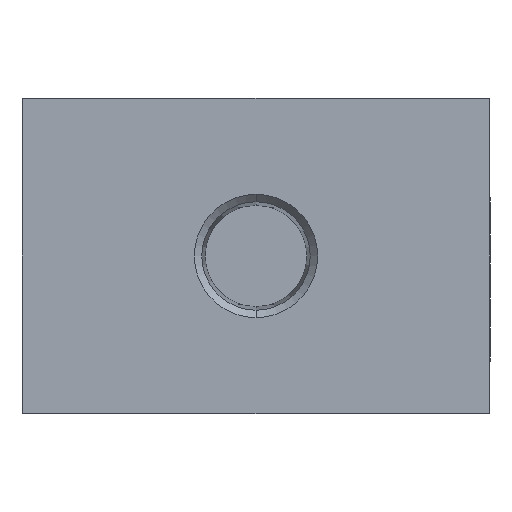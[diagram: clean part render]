
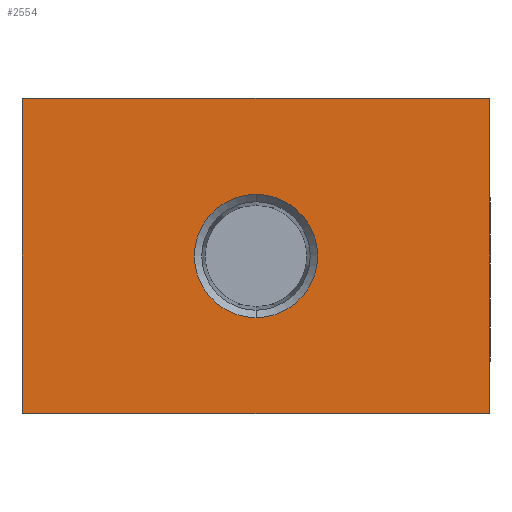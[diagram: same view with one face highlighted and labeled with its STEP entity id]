
A CAD part, front view. The second image highlights one B-rep face of the part: STEP entity #2554.
In plain terms, the highlighted planar face has unit normal (0, -1, 0).
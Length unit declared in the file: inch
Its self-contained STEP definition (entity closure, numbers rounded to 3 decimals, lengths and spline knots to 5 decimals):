
#3 = EDGE_CURVE ( 'NONE', #52, #2956, #2308, .T. ) ;
#52 = VERTEX_POINT ( 'NONE', #2028 ) ;
#83 = AXIS2_PLACEMENT_3D ( 'NONE', #2639, #1379, #559 ) ;
#90 = CARTESIAN_POINT ( 'NONE',  ( 0.77559, -0.90551, 0.5315 ) ) ;
#109 = CIRCLE ( 'NONE', #83, 0.01181 ) ;
#114 = LINE ( 'NONE', #1043, #2607 ) ;
#168 = DIRECTION ( 'NONE',  ( 0., 0., -1. ) ) ;
#317 = CIRCLE ( 'NONE', #683, 0.20754 ) ;
#345 = VERTEX_POINT ( 'NONE', #1287 ) ;
#382 = EDGE_CURVE ( 'NONE', #1565, #431, #585, .T. ) ;
#387 = DIRECTION ( 'NONE',  ( 0., 0., 1. ) ) ;
#390 = EDGE_CURVE ( 'NONE', #431, #52, #114, .T. ) ;
#431 = VERTEX_POINT ( 'NONE', #669 ) ;
#439 = ORIENTED_EDGE ( 'NONE', *, *, #2869, .F. ) ;
#466 = CARTESIAN_POINT ( 'NONE',  ( 0., -0.90551, 0. ) ) ;
#512 = ORIENTED_EDGE ( 'NONE', *, *, #382, .F. ) ;
#537 = CARTESIAN_POINT ( 'NONE',  ( 0.77559, -0.90551, 0.5315 ) ) ;
#559 = DIRECTION ( 'NONE',  ( 0., 0., -1. ) ) ;
#570 = ORIENTED_EDGE ( 'NONE', *, *, #2657, .F. ) ;
#578 = CARTESIAN_POINT ( 'NONE',  ( 0., -0.90551, -0.20754 ) ) ;
#585 = CIRCLE ( 'NONE', #1687, 0.01181 ) ;
#602 = DIRECTION ( 'NONE',  ( -1., 0., 0. ) ) ;
#623 = LINE ( 'NONE', #744, #3234 ) ;
#669 = CARTESIAN_POINT ( 'NONE',  ( 0.7874, -0.90551, 0.51969 ) ) ;
#683 = AXIS2_PLACEMENT_3D ( 'NONE', #1324, #881, #1177 ) ;
#727 = CARTESIAN_POINT ( 'NONE',  ( 0., -0.90551, 0.20754 ) ) ;
#737 = DIRECTION ( 'NONE',  ( 0., 0., -1. ) ) ;
#744 = CARTESIAN_POINT ( 'NONE',  ( -0.77559, -0.90551, -0.5315 ) ) ;
#775 = VECTOR ( 'NONE', #3104, 39.37008 ) ;
#777 = EDGE_CURVE ( 'NONE', #1107, #1405, #109, .T. ) ;
#831 = ORIENTED_EDGE ( 'NONE', *, *, #2529, .F. ) ;
#881 = DIRECTION ( 'NONE',  ( 0., -1., 0. ) ) ;
#908 = DIRECTION ( 'NONE',  ( 0., 0., -1. ) ) ;
#914 = DIRECTION ( 'NONE',  ( 0., 1., 0. ) ) ;
#925 = CARTESIAN_POINT ( 'NONE',  ( 0.77559, -0.90551, 0.51969 ) ) ;
#941 = CARTESIAN_POINT ( 'NONE',  ( 0., -0.90551, 0. ) ) ;
#945 = DIRECTION ( 'NONE',  ( 0., 0., -1. ) ) ;
#981 = ORIENTED_EDGE ( 'NONE', *, *, #1451, .F. ) ;
#1043 = CARTESIAN_POINT ( 'NONE',  ( 0.7874, -0.90551, -0.51969 ) ) ;
#1107 = VERTEX_POINT ( 'NONE', #2240 ) ;
#1177 = DIRECTION ( 'NONE',  ( 0., 0., -1. ) ) ;
#1182 = FACE_OUTER_BOUND ( 'NONE', #3149, .T. ) ;
#1188 = ORIENTED_EDGE ( 'NONE', *, *, #3, .F. ) ;
#1287 = CARTESIAN_POINT ( 'NONE',  ( -0.77559, -0.90551, -0.5315 ) ) ;
#1324 = CARTESIAN_POINT ( 'NONE',  ( 0., -0.90551, 0. ) ) ;
#1379 = DIRECTION ( 'NONE',  ( 0., 1., 0. ) ) ;
#1405 = VERTEX_POINT ( 'NONE', #2614 ) ;
#1425 = VECTOR ( 'NONE', #1721, 39.37008 ) ;
#1451 = EDGE_CURVE ( 'NONE', #2684, #2929, #317, .T. ) ;
#1490 = LINE ( 'NONE', #2656, #775 ) ;
#1557 = EDGE_CURVE ( 'NONE', #2956, #345, #623, .T. ) ;
#1565 = VERTEX_POINT ( 'NONE', #537 ) ;
#1573 = AXIS2_PLACEMENT_3D ( 'NONE', #2158, #2094, #2120 ) ;
#1687 = AXIS2_PLACEMENT_3D ( 'NONE', #925, #914, #908 ) ;
#1721 = DIRECTION ( 'NONE',  ( 1., 0., 0. ) ) ;
#1740 = PLANE ( 'NONE',  #2322 ) ;
#1798 = DIRECTION ( 'NONE',  ( 0., 1., 0. ) ) ;
#1800 = ORIENTED_EDGE ( 'NONE', *, *, #1557, .F. ) ;
#1802 = CIRCLE ( 'NONE', #1930, 0.20754 ) ;
#1930 = AXIS2_PLACEMENT_3D ( 'NONE', #466, #2329, #737 ) ;
#2010 = DIRECTION ( 'NONE',  ( 0., 1., 0. ) ) ;
#2028 = CARTESIAN_POINT ( 'NONE',  ( 0.7874, -0.90551, -0.51969 ) ) ;
#2094 = DIRECTION ( 'NONE',  ( 0., 1., 0. ) ) ;
#2106 = EDGE_CURVE ( 'NONE', #2929, #2684, #1802, .T. ) ;
#2120 = DIRECTION ( 'NONE',  ( 0., 0., -1. ) ) ;
#2132 = LINE ( 'NONE', #90, #1425 ) ;
#2158 = CARTESIAN_POINT ( 'NONE',  ( 0.77559, -0.90551, -0.51969 ) ) ;
#2240 = CARTESIAN_POINT ( 'NONE',  ( -0.7874, -0.90551, 0.51969 ) ) ;
#2308 = CIRCLE ( 'NONE', #1573, 0.01181 ) ;
#2322 = AXIS2_PLACEMENT_3D ( 'NONE', #941, #2010, #387 ) ;
#2329 = DIRECTION ( 'NONE',  ( 0., -1., 0. ) ) ;
#2510 = ORIENTED_EDGE ( 'NONE', *, *, #777, .F. ) ;
#2529 = EDGE_CURVE ( 'NONE', #1405, #1565, #2132, .T. ) ;
#2554 = ADVANCED_FACE ( 'NONE', ( #1182, #3155 ), #1740, .F. ) ;
#2594 = ORIENTED_EDGE ( 'NONE', *, *, #2106, .F. ) ;
#2598 = ORIENTED_EDGE ( 'NONE', *, *, #390, .F. ) ;
#2607 = VECTOR ( 'NONE', #945, 39.37008 ) ;
#2614 = CARTESIAN_POINT ( 'NONE',  ( -0.77559, -0.90551, 0.5315 ) ) ;
#2639 = CARTESIAN_POINT ( 'NONE',  ( -0.77559, -0.90551, 0.51969 ) ) ;
#2656 = CARTESIAN_POINT ( 'NONE',  ( -0.7874, -0.90551, 0.51969 ) ) ;
#2657 = EDGE_CURVE ( 'NONE', #345, #2845, #3087, .T. ) ;
#2684 = VERTEX_POINT ( 'NONE', #727 ) ;
#2845 = VERTEX_POINT ( 'NONE', #2878 ) ;
#2869 = EDGE_CURVE ( 'NONE', #2845, #1107, #1490, .T. ) ;
#2878 = CARTESIAN_POINT ( 'NONE',  ( -0.7874, -0.90551, -0.51969 ) ) ;
#2929 = VERTEX_POINT ( 'NONE', #578 ) ;
#2940 = EDGE_LOOP ( 'NONE', ( #2594, #981 ) ) ;
#2956 = VERTEX_POINT ( 'NONE', #3113 ) ;
#3087 = CIRCLE ( 'NONE', #3249, 0.01181 ) ;
#3104 = DIRECTION ( 'NONE',  ( 0., 0., 1. ) ) ;
#3113 = CARTESIAN_POINT ( 'NONE',  ( 0.77559, -0.90551, -0.5315 ) ) ;
#3149 = EDGE_LOOP ( 'NONE', ( #570, #1800, #1188, #2598, #512, #831, #2510, #439 ) ) ;
#3155 = FACE_BOUND ( 'NONE', #2940, .T. ) ;
#3234 = VECTOR ( 'NONE', #602, 39.37008 ) ;
#3240 = CARTESIAN_POINT ( 'NONE',  ( -0.77559, -0.90551, -0.51969 ) ) ;
#3249 = AXIS2_PLACEMENT_3D ( 'NONE', #3240, #1798, #168 ) ;
